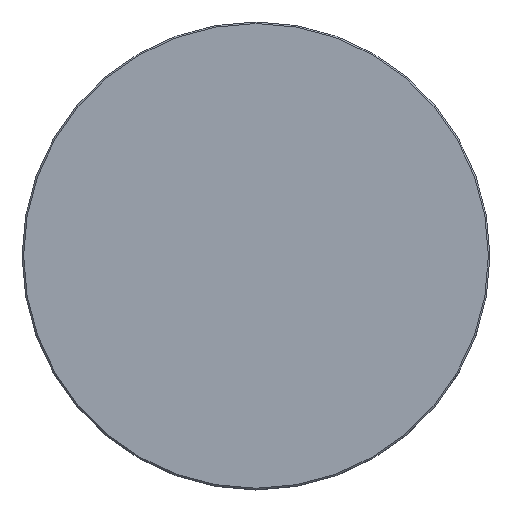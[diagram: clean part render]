
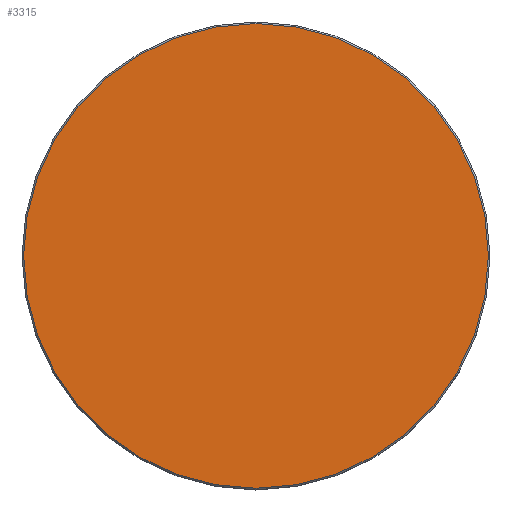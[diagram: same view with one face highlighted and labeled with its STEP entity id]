
A CAD part, top view. The second image highlights one B-rep face of the part: STEP entity #3315.
In plain terms, the highlighted planar face has unit normal (0, 0, 1).
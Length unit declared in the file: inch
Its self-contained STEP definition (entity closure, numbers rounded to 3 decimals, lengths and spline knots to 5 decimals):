
#19 = ORIENTED_EDGE ( 'NONE', *, *, #6422, .T. ) ;
#41 = CARTESIAN_POINT ( 'NONE',  ( 1.49016, 0., 0.375 ) ) ;
#543 = PLANE ( 'NONE',  #3543 ) ;
#1730 = DIRECTION ( 'NONE',  ( 0., 0., 1. ) ) ;
#2022 = ORIENTED_EDGE ( 'NONE', *, *, #11665, .T. ) ;
#2226 = DIRECTION ( 'NONE',  ( 0., 0., 1. ) ) ;
#2472 = DIRECTION ( 'NONE',  ( 0., 0., 1. ) ) ;
#3315 = ADVANCED_FACE ( 'NONE', ( #5277 ), #543, .T. ) ;
#3543 = AXIS2_PLACEMENT_3D ( 'NONE', #4375, #2472, #9238 ) ;
#3592 = CARTESIAN_POINT ( 'NONE',  ( -1.49016, 0., 0.375 ) ) ;
#4375 = CARTESIAN_POINT ( 'NONE',  ( 0., 0., 0.375 ) ) ;
#4384 = CIRCLE ( 'NONE', #5442, 1.49016 ) ;
#5277 = FACE_OUTER_BOUND ( 'NONE', #8195, .T. ) ;
#5442 = AXIS2_PLACEMENT_3D ( 'NONE', #7525, #1730, #8499 ) ;
#6422 = EDGE_CURVE ( 'NONE', #9866, #6693, #12483, .T. ) ;
#6693 = VERTEX_POINT ( 'NONE', #3592 ) ;
#7525 = CARTESIAN_POINT ( 'NONE',  ( 0., 0., 0.375 ) ) ;
#8002 = CARTESIAN_POINT ( 'NONE',  ( 0., 0., 0.375 ) ) ;
#8195 = EDGE_LOOP ( 'NONE', ( #2022, #19 ) ) ;
#8499 = DIRECTION ( 'NONE',  ( 1., 0., 0. ) ) ;
#8988 = DIRECTION ( 'NONE',  ( 1., 0., 0. ) ) ;
#9238 = DIRECTION ( 'NONE',  ( 1., 0., 0. ) ) ;
#9866 = VERTEX_POINT ( 'NONE', #41 ) ;
#11665 = EDGE_CURVE ( 'NONE', #6693, #9866, #4384, .T. ) ;
#11769 = AXIS2_PLACEMENT_3D ( 'NONE', #8002, #2226, #8988 ) ;
#12483 = CIRCLE ( 'NONE', #11769, 1.49016 ) ;
